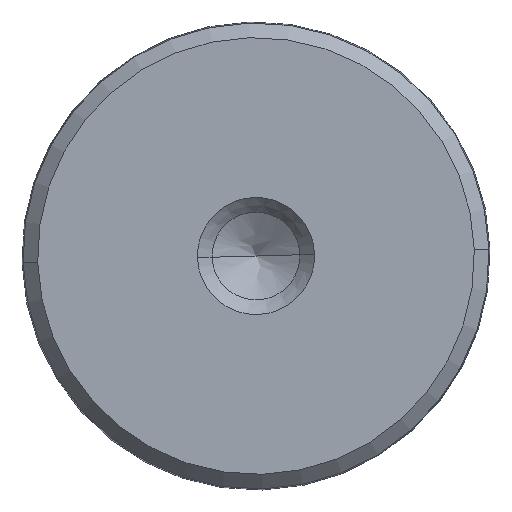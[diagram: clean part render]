
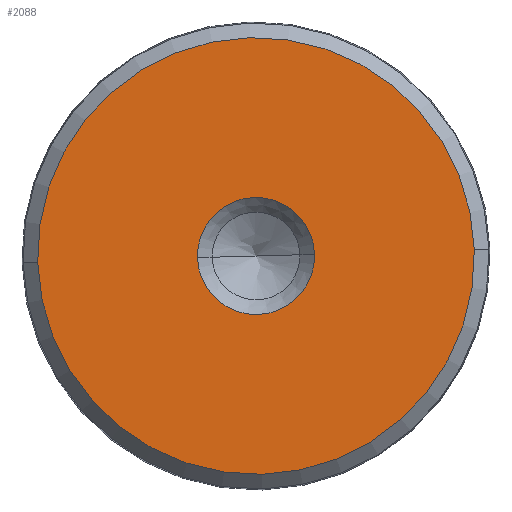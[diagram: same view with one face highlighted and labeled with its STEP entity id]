
A CAD part, left-side view. The second image highlights one B-rep face of the part: STEP entity #2088.
In plain terms, the highlighted planar face has unit normal (-1, 0, 0).
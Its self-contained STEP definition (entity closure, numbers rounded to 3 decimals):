
#153=CARTESIAN_POINT('Vertex',(0.,-3.998,0.111)) ;
#156=CARTESIAN_POINT('Axis2P3D Location',(0.,0.,0.)) ;
#160=CARTESIAN_POINT('Vertex',(0.,3.998,-0.111)) ;
#175=CARTESIAN_POINT('Axis2P3D Location',(0.,0.,0.)) ;
#196=CARTESIAN_POINT('Vertex',(0.,-14.923,0.414)) ;
#212=CARTESIAN_POINT('Vertex',(0.,14.923,-0.414)) ;
#215=CARTESIAN_POINT('Axis2P3D Location',(0.,0.,0.)) ;
#232=CARTESIAN_POINT('Axis2P3D Location',(0.,0.,0.)) ;
#2075=CARTESIAN_POINT('Axis2P3D Location',(0.,12.898,-7.518)) ;
#157=DIRECTION('Axis2P3D Direction',(-1.,0.,0.)) ;
#176=DIRECTION('Axis2P3D Direction',(-1.,0.,0.)) ;
#216=DIRECTION('Axis2P3D Direction',(1.,0.,0.)) ;
#233=DIRECTION('Axis2P3D Direction',(1.,0.,0.)) ;
#2076=DIRECTION('Axis2P3D Direction',(1.,0.,0.)) ;
#2077=DIRECTION('Axis2P3D XDirection',(0.,1.,0.)) ;
#158=AXIS2_PLACEMENT_3D('Circle Axis2P3D',#156,#157,$) ;
#177=AXIS2_PLACEMENT_3D('Circle Axis2P3D',#175,#176,$) ;
#217=AXIS2_PLACEMENT_3D('Circle Axis2P3D',#215,#216,$) ;
#234=AXIS2_PLACEMENT_3D('Circle Axis2P3D',#232,#233,$) ;
#2078=AXIS2_PLACEMENT_3D('Plane Axis2P3D',#2075,#2076,#2077) ;
#2081=ORIENTED_EDGE('',*,*,#219,.F.) ;
#2082=ORIENTED_EDGE('',*,*,#236,.F.) ;
#2085=ORIENTED_EDGE('',*,*,#179,.T.) ;
#2086=ORIENTED_EDGE('',*,*,#162,.T.) ;
#2087=FACE_BOUND('',#2084,.T.) ;
#2088=ADVANCED_FACE('Hauptk\X2\00F6\X0\rper',(#2083,#2087),#2079,.F.) ;
#159=CIRCLE('generated circle',#158,4.) ;
#178=CIRCLE('generated circle',#177,4.) ;
#218=CIRCLE('generated circle',#217,14.929) ;
#235=CIRCLE('generated circle',#234,14.929) ;
#162=EDGE_CURVE('',#161,#154,#159,.F.) ;
#179=EDGE_CURVE('',#154,#161,#178,.F.) ;
#219=EDGE_CURVE('',#213,#197,#218,.T.) ;
#236=EDGE_CURVE('',#197,#213,#235,.T.) ;
#2080=EDGE_LOOP('',(#2081,#2082)) ;
#2084=EDGE_LOOP('',(#2085,#2086)) ;
#2083=FACE_OUTER_BOUND('',#2080,.T.) ;
#2079=PLANE('',#2078) ;
#154=VERTEX_POINT('',#153) ;
#161=VERTEX_POINT('',#160) ;
#197=VERTEX_POINT('',#196) ;
#213=VERTEX_POINT('',#212) ;
